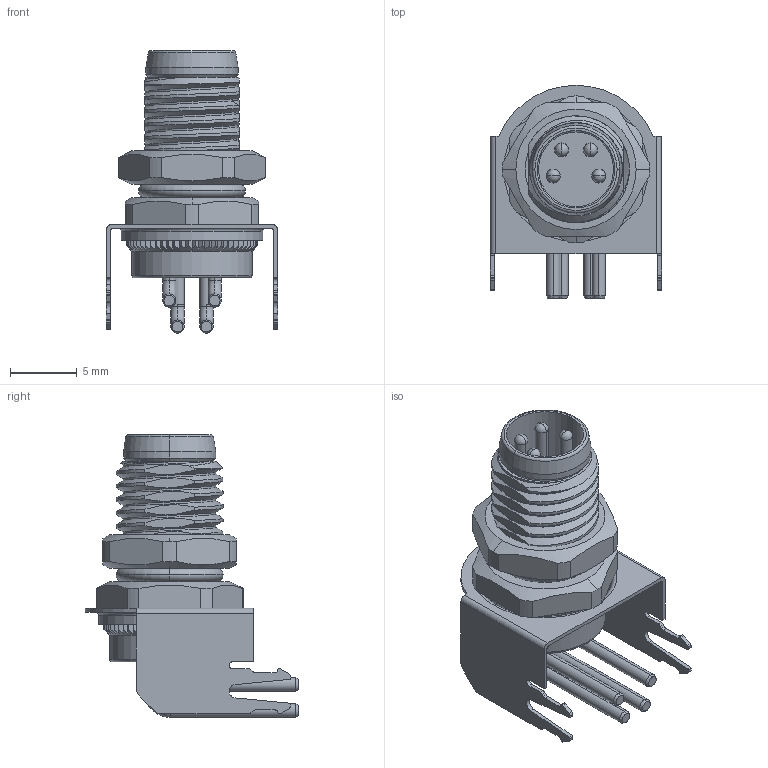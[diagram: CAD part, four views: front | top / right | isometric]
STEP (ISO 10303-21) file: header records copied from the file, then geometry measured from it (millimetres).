
FILE_DESCRIPTION((''),'2;1');
FILE_NAME('RA-M8-FRONT-FASTENED-4P_ASM','2022-08-10T',('RD-4'),(''),'PRO/ENGINEER BY PARAMETRIC TECHNOLOGY CORPORATION, 2010280','PRO/ENGINEER BY PARAMETRIC TECHNOLOGY CORPORATION, 2010280','');
FILE_SCHEMA(('AUTOMOTIVE_DESIGN { 1 0 10303 214 1 1 1 1 }'));
Length unit declared in the file: millimetre
Products named in the file (9): HOUSING-4P-MALE-AOCAO1A; M8-FRONT-FASTENED221A; O-RING221A; M8-1221A; PIN41A; SHIELD-CASEA; PIN42A; PRT0004A; RA-M8-FRONT-FASTENED-4P_ASM
Assembly tree (10 placements, depth 2):
  RA-M8-FRONT-FASTENED-4P_ASM
    HOUSING-4P-MALE-AOCAO1A
    M8-FRONT-FASTENED221A
    O-RING221A
    M8-1221A
    PIN41A  x2
    SHIELD-CASEA
    PIN42A  x2
    PRT0004A
Bounding box: 12.8 x 15.95 x 21.15 mm (x, y, z)
Volume: 972.4 mm3; surface area: 2900.6 mm2
Topology: 10 solids, 10 shells, 563 faces, 1457 edges, 938 vertices
Faces by surface type: plane 284, cylinder 181, cone 56, torus 22, bspline 12, sphere 8
Entity records: 19837 total; most frequent: CARTESIAN_POINT 7070, ORIENTED_EDGE 2618, DIRECTION 2453, EDGE_CURVE 1309, AXIS2_PLACEMENT_3D 877, VERTEX_POINT 852, VECTOR 699, LINE 699
